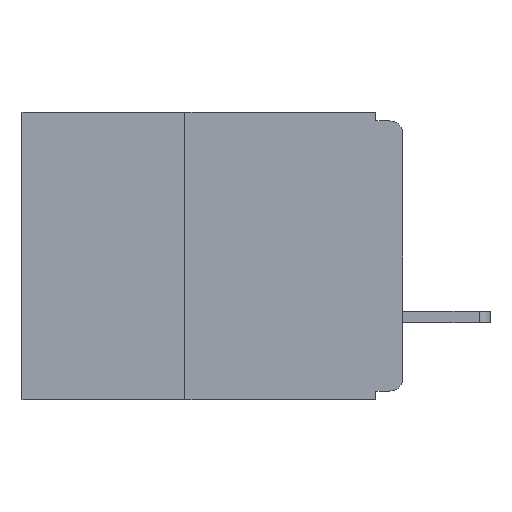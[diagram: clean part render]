
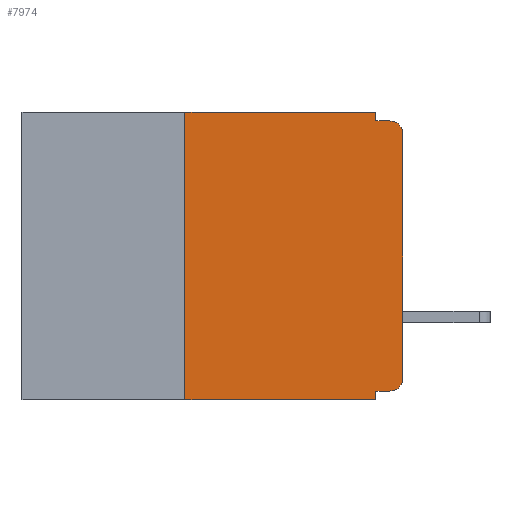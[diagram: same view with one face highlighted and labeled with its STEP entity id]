
A CAD part, left-side view. The second image highlights one B-rep face of the part: STEP entity #7974.
In plain terms, the highlighted planar face has unit normal (-1, 0, 0).
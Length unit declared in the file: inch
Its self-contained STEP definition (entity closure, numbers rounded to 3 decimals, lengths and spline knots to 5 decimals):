
#80 = ORIENTED_EDGE ( 'NONE', *, *, #1334, .F. ) ;
#98 = ORIENTED_EDGE ( 'NONE', *, *, #5961, .T. ) ;
#256 = DIRECTION ( 'NONE',  ( 0., 0., -1. ) ) ;
#453 = LINE ( 'NONE', #1225, #20377 ) ;
#707 = VERTEX_POINT ( 'NONE', #11185 ) ;
#857 = DIRECTION ( 'NONE',  ( 0., 0., -1. ) ) ;
#957 = ORIENTED_EDGE ( 'NONE', *, *, #19090, .F. ) ;
#1225 = CARTESIAN_POINT ( 'NONE',  ( 0., 0.031, -0.33 ) ) ;
#1275 = CARTESIAN_POINT ( 'NONE',  ( 0., 0.015, -0.01 ) ) ;
#1334 = EDGE_CURVE ( 'NONE', #22497, #8130, #453, .T. ) ;
#1621 = DIRECTION ( 'NONE',  ( -1., 0., 0. ) ) ;
#1973 = CARTESIAN_POINT ( 'NONE',  ( 0., 0.437, -0.33 ) ) ;
#2439 = CIRCLE ( 'NONE', #11587, 0.015 ) ;
#2496 = VECTOR ( 'NONE', #7070, 39.37008 ) ;
#2706 = VECTOR ( 'NONE', #16905, 39.37008 ) ;
#2841 = VERTEX_POINT ( 'NONE', #23201 ) ;
#3179 = ORIENTED_EDGE ( 'NONE', *, *, #21011, .F. ) ;
#3196 = FACE_OUTER_BOUND ( 'NONE', #14881, .T. ) ;
#3378 = AXIS2_PLACEMENT_3D ( 'NONE', #22015, #11491, #256 ) ;
#3527 = EDGE_CURVE ( 'NONE', #18966, #22497, #16973, .T. ) ;
#3669 = CARTESIAN_POINT ( 'NONE',  ( 0., 0., -0.01 ) ) ;
#3742 = CARTESIAN_POINT ( 'NONE',  ( 0., 0.031, 0. ) ) ;
#3784 = DIRECTION ( 'NONE',  ( 0., -1., 0. ) ) ;
#3800 = CARTESIAN_POINT ( 'NONE',  ( 0., 0., -0.305 ) ) ;
#4102 = VECTOR ( 'NONE', #18215, 39.37008 ) ;
#4416 = PLANE ( 'NONE',  #11180 ) ;
#5424 = EDGE_CURVE ( 'NONE', #11765, #8130, #17487, .T. ) ;
#5961 = EDGE_CURVE ( 'NONE', #707, #9298, #2439, .T. ) ;
#6150 = CARTESIAN_POINT ( 'NONE',  ( 0., 0.25, -0.33 ) ) ;
#6356 = CARTESIAN_POINT ( 'NONE',  ( 0., 0., 0. ) ) ;
#6462 = CARTESIAN_POINT ( 'NONE',  ( 0., 0., -0.32 ) ) ;
#7065 = EDGE_CURVE ( 'NONE', #11386, #2841, #12537, .T. ) ;
#7070 = DIRECTION ( 'NONE',  ( 0., 1., 0. ) ) ;
#7539 = ORIENTED_EDGE ( 'NONE', *, *, #9610, .T. ) ;
#7718 = EDGE_CURVE ( 'NONE', #2841, #16940, #17383, .T. ) ;
#7900 = VECTOR ( 'NONE', #18904, 39.37008 ) ;
#7974 = ADVANCED_FACE ( 'NONE', ( #3196 ), #4416, .F. ) ;
#8045 = VECTOR ( 'NONE', #3784, 39.37008 ) ;
#8130 = VERTEX_POINT ( 'NONE', #21062 ) ;
#8685 = VECTOR ( 'NONE', #23407, 39.37008 ) ;
#9298 = VERTEX_POINT ( 'NONE', #1275 ) ;
#9610 = EDGE_CURVE ( 'NONE', #18966, #10151, #15971, .T. ) ;
#10002 = CARTESIAN_POINT ( 'NONE',  ( 0., 0.031, -0.01 ) ) ;
#10070 = DIRECTION ( 'NONE',  ( 0., 0., -1. ) ) ;
#10151 = VERTEX_POINT ( 'NONE', #3800 ) ;
#11180 = AXIS2_PLACEMENT_3D ( 'NONE', #13548, #20602, #10070 ) ;
#11185 = CARTESIAN_POINT ( 'NONE',  ( 0., 0., -0.025 ) ) ;
#11386 = VERTEX_POINT ( 'NONE', #14245 ) ;
#11491 = DIRECTION ( 'NONE',  ( -1., 0., 0. ) ) ;
#11587 = AXIS2_PLACEMENT_3D ( 'NONE', #12734, #1621, #14467 ) ;
#11630 = LINE ( 'NONE', #6356, #7900 ) ;
#11765 = VERTEX_POINT ( 'NONE', #13463 ) ;
#12537 = LINE ( 'NONE', #21043, #21306 ) ;
#12574 = LINE ( 'NONE', #6150, #2706 ) ;
#12734 = CARTESIAN_POINT ( 'NONE',  ( 0., 0.015, -0.025 ) ) ;
#13463 = CARTESIAN_POINT ( 'NONE',  ( 0., 0.25, -0.33 ) ) ;
#13548 = CARTESIAN_POINT ( 'NONE',  ( 0., 0.437, 0. ) ) ;
#13664 = ORIENTED_EDGE ( 'NONE', *, *, #3527, .F. ) ;
#14245 = CARTESIAN_POINT ( 'NONE',  ( 0., 0.25, 0. ) ) ;
#14467 = DIRECTION ( 'NONE',  ( 0., 0., -1. ) ) ;
#14881 = EDGE_LOOP ( 'NONE', ( #21676, #98, #957, #23132, #23222, #3179, #21315, #80, #13664, #7539 ) ) ;
#15971 = CIRCLE ( 'NONE', #3378, 0.015 ) ;
#16084 = CARTESIAN_POINT ( 'NONE',  ( 0., 0.015, -0.32 ) ) ;
#16905 = DIRECTION ( 'NONE',  ( 0., 0., 1. ) ) ;
#16940 = VERTEX_POINT ( 'NONE', #10002 ) ;
#16973 = LINE ( 'NONE', #6462, #2496 ) ;
#17383 = LINE ( 'NONE', #3742, #4102 ) ;
#17487 = LINE ( 'NONE', #1973, #8045 ) ;
#17547 = LINE ( 'NONE', #3669, #8685 ) ;
#17604 = EDGE_CURVE ( 'NONE', #10151, #707, #11630, .T. ) ;
#18215 = DIRECTION ( 'NONE',  ( 0., 0., -1. ) ) ;
#18904 = DIRECTION ( 'NONE',  ( 0., 0., 1. ) ) ;
#18966 = VERTEX_POINT ( 'NONE', #16084 ) ;
#19090 = EDGE_CURVE ( 'NONE', #16940, #9298, #17547, .T. ) ;
#20377 = VECTOR ( 'NONE', #857, 39.37008 ) ;
#20602 = DIRECTION ( 'NONE',  ( 1., 0., 0. ) ) ;
#21011 = EDGE_CURVE ( 'NONE', #11765, #11386, #12574, .T. ) ;
#21043 = CARTESIAN_POINT ( 'NONE',  ( 0., 0.437, 0. ) ) ;
#21062 = CARTESIAN_POINT ( 'NONE',  ( 0., 0.031, -0.33 ) ) ;
#21306 = VECTOR ( 'NONE', #22806, 39.37008 ) ;
#21315 = ORIENTED_EDGE ( 'NONE', *, *, #5424, .T. ) ;
#21676 = ORIENTED_EDGE ( 'NONE', *, *, #17604, .T. ) ;
#22015 = CARTESIAN_POINT ( 'NONE',  ( 0., 0.015, -0.305 ) ) ;
#22497 = VERTEX_POINT ( 'NONE', #22644 ) ;
#22644 = CARTESIAN_POINT ( 'NONE',  ( 0., 0.031, -0.32 ) ) ;
#22806 = DIRECTION ( 'NONE',  ( 0., -1., 0. ) ) ;
#23132 = ORIENTED_EDGE ( 'NONE', *, *, #7718, .F. ) ;
#23201 = CARTESIAN_POINT ( 'NONE',  ( 0., 0.031, 0. ) ) ;
#23222 = ORIENTED_EDGE ( 'NONE', *, *, #7065, .F. ) ;
#23407 = DIRECTION ( 'NONE',  ( 0., -1., 0. ) ) ;
